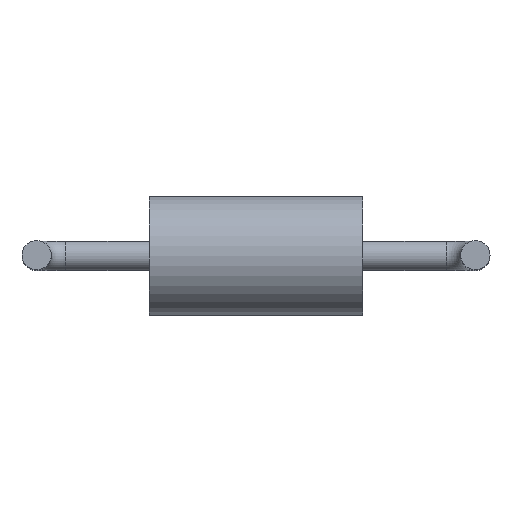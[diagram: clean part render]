
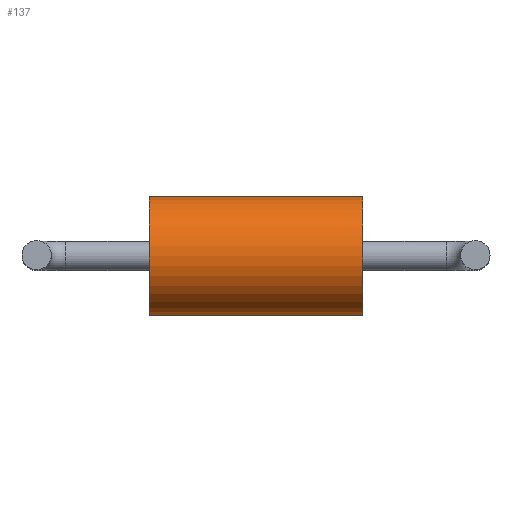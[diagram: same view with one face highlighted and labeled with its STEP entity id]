
A CAD part, top view. The second image highlights one B-rep face of the part: STEP entity #137.
In plain terms, the highlighted cylindrical face has radius 2.65 mm (diameter 5.3 mm), a full revolution.
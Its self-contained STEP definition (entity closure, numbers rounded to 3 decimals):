
#17=LINE('',#248,#22);
#22=VECTOR('',#199,2.65);
#27=CYLINDRICAL_SURFACE('',#166,2.65);
#36=FACE_OUTER_BOUND('',#49,.T.);
#49=EDGE_LOOP('',(#101,#102,#103,#104));
#58=CIRCLE('',#161,2.65);
#60=CIRCLE('',#164,2.65);
#70=VERTEX_POINT('',#238);
#72=VERTEX_POINT('',#243);
#80=EDGE_CURVE('',#70,#70,#58,.T.);
#82=EDGE_CURVE('',#72,#72,#60,.T.);
#84=EDGE_CURVE('',#72,#70,#17,.T.);
#101=ORIENTED_EDGE('',*,*,#82,.F.);
#102=ORIENTED_EDGE('',*,*,#84,.T.);
#103=ORIENTED_EDGE('',*,*,#80,.F.);
#104=ORIENTED_EDGE('',*,*,#84,.F.);
#137=ADVANCED_FACE('',(#36),#27,.T.);
#161=AXIS2_PLACEMENT_3D('',#239,#187,#188);
#164=AXIS2_PLACEMENT_3D('',#244,#193,#194);
#166=AXIS2_PLACEMENT_3D('',#247,#197,#198);
#187=DIRECTION('center_axis',(-1.,0.,0.));
#188=DIRECTION('ref_axis',(0.,0.,-1.));
#193=DIRECTION('center_axis',(1.,0.,0.));
#194=DIRECTION('ref_axis',(0.,0.,-1.));
#197=DIRECTION('center_axis',(1.,0.,0.));
#198=DIRECTION('ref_axis',(0.,0.,-1.));
#199=DIRECTION('',(-1.,0.,0.));
#238=CARTESIAN_POINT('',(-4.75,0.,2.65));
#239=CARTESIAN_POINT('Origin',(-4.75,0.,0.));
#243=CARTESIAN_POINT('',(4.75,0.,2.65));
#244=CARTESIAN_POINT('Origin',(4.75,0.,0.));
#247=CARTESIAN_POINT('Origin',(0.,0.,0.));
#248=CARTESIAN_POINT('',(0.,0.,2.65));
